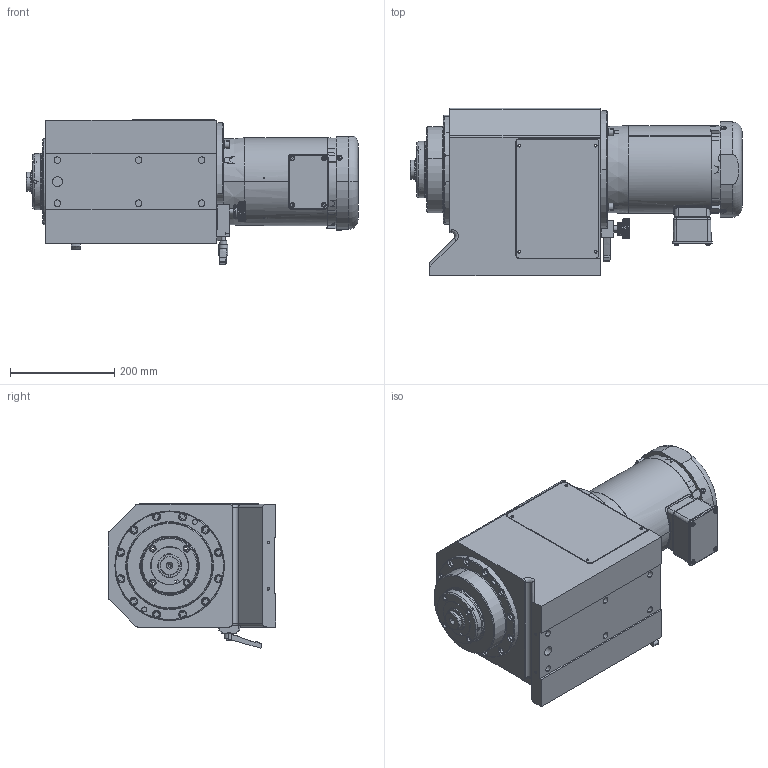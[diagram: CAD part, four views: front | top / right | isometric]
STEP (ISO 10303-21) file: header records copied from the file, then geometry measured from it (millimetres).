
FILE_DESCRIPTION (( 'STEP AP203' ), '1' );
FILE_NAME ('M25.STEP', '2016-01-13T21:38:07', ( '' ), ( '' ), 'SwSTEP 2.0', 'SolidWorks 2015', '' );
FILE_SCHEMA (( 'CONFIG_CONTROL_DESIGN' ));
Products named in the file (1): M25
Bounding box: 635.7 x 320.68 x 276.2 mm (x, y, z)
Surface area: 972888 mm2 (no closed solid volume)
Topology: 0 solids, 232 shells, 1781 faces, 6271 edges, 4675 vertices
Faces by surface type: plane 809, cylinder 779, cone 120, bspline 32, sphere 22, torus 19
Entity records: 70291 total; most frequent: CARTESIAN_POINT 19425, DIRECTION 10351, ORIENTED_EDGE 9436, EDGE_CURVE 6271, VERTEX_POINT 4675, AXIS2_PLACEMENT_3D 3590, VECTOR 3171, LINE 3171
